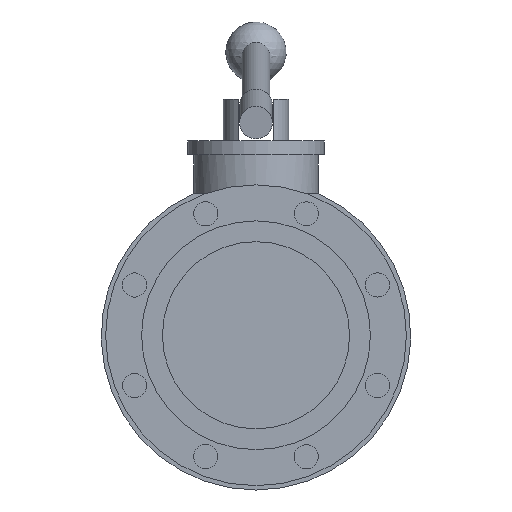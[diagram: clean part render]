
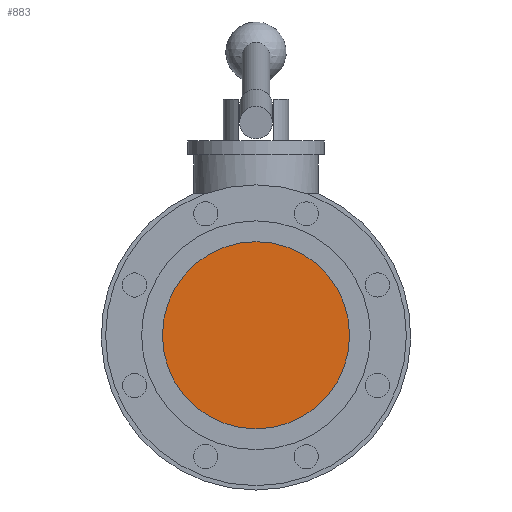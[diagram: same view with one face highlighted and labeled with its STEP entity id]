
A CAD part, front view. The second image highlights one B-rep face of the part: STEP entity #883.
In plain terms, the highlighted planar face has unit normal (0, -1, 0).
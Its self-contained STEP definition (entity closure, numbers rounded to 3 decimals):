
#234=FACE_OUTER_BOUND('',#333,.T.);
#333=EDGE_LOOP('',(#804));
#358=CIRCLE('',#943,54.15);
#426=VERTEX_POINT('',#1386);
#510=EDGE_CURVE('',#426,#426,#358,.T.);
#804=ORIENTED_EDGE('',*,*,#510,.T.);
#830=PLANE('',#1025);
#883=ADVANCED_FACE('',(#234),#830,.F.);
#943=AXIS2_PLACEMENT_3D('',#1388,#1113,#1114);
#1025=AXIS2_PLACEMENT_3D('',#1553,#1310,#1311);
#1113=DIRECTION('center_axis',(0.,-1.,0.));
#1114=DIRECTION('ref_axis',(0.,0.,1.));
#1310=DIRECTION('center_axis',(0.,1.,0.));
#1311=DIRECTION('ref_axis',(0.,0.,1.));
#1386=CARTESIAN_POINT('',(0.,-25.,-54.15));
#1388=CARTESIAN_POINT('Origin',(0.,-25.,0.));
#1553=CARTESIAN_POINT('Origin',(0.,-25.,6.816));
